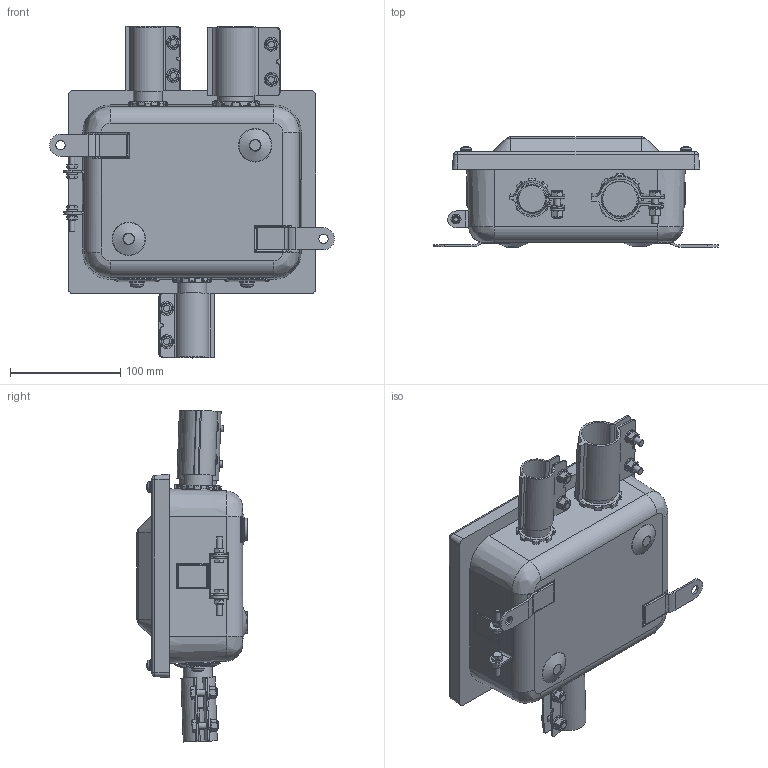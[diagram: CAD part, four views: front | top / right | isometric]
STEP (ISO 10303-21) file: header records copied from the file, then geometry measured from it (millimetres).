
FILE_DESCRIPTION(/* description */ (''),/* implementation_level */ '2;1');
FILE_NAME(/* name */ '',/* time_stamp */ '2025-07-21T14:10:22+07:00',/* author */ ('zeta-72'),/* organization */ (''),/* preprocessor_version */ 'ST-DEVELOPER v19.2',/* originating_system */ 'Autodesk Inventor 2024',/* authorisation */ '');
FILE_SCHEMA (('AUTOMOTIVE_DESIGN { 1 0 10303 214 3 1 1 }'));
Length unit declared in the file: millimetre
Products named in the file (1): Коробка клеммная 
ККМТ-10 IP31 (zeta30370)
Bounding box: 259 x 100 x 301.72 mm (x, y, z)
Volume: 2868033.6 mm3; surface area: 218822.8 mm2
Topology: 1 solids, 1 shells, 983 faces, 2479 edges, 1564 vertices
Faces by surface type: plane 393, cylinder 331, cone 123, torus 102, bspline 24, sphere 10
Full cylindrical faces by diameter (mm): 5 x4, 6 x18, 6.7 x2, 8.5 x2, 10 x6, 12.5 x6, 14 x2, 26.441 x4, 33.249 x2, 36 x2
Entity records: 33484 total; most frequent: CARTESIAN_POINT 9493, ORIENTED_EDGE 4970, DIRECTION 4624, EDGE_CURVE 2485, AXIS2_PLACEMENT_3D 1817, VERTEX_POINT 1563, EDGE_LOOP 1120, LINE 990
